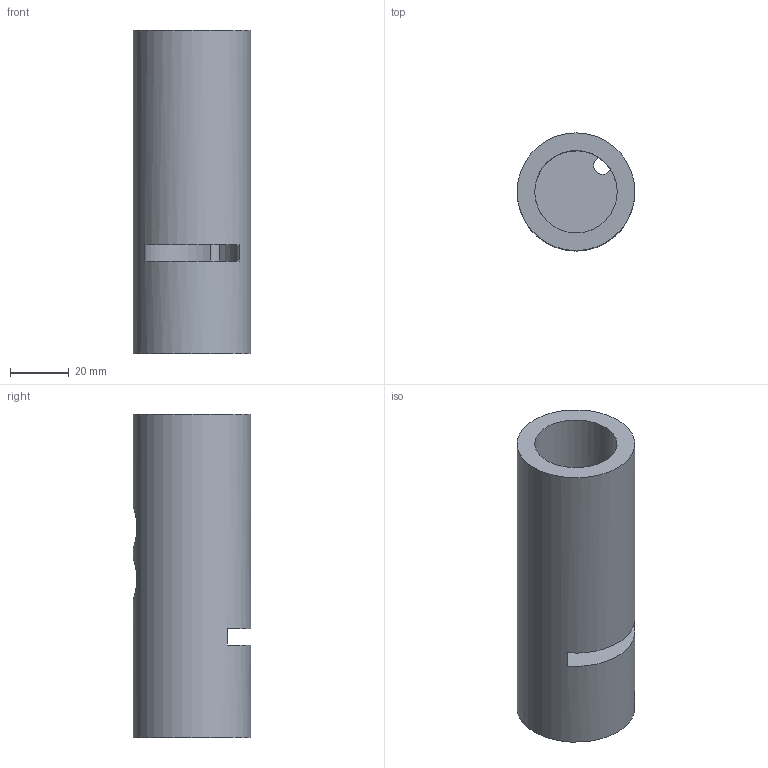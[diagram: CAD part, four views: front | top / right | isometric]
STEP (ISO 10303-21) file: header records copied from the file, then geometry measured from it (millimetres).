
FILE_DESCRIPTION(/* description */ (''),/* implementation_level */ '2;1');
FILE_NAME(/* name */ 'Housing.stp',/* time_stamp */ '2019-08-15T14:03:04+02:00',/* author */ ('aal_9'),/* organization */ (''),/* preprocessor_version */ 'ST-DEVELOPER v16.13',/* originating_system */ 'Autodesk Inventor 2018',/* authorisation */ '');
FILE_SCHEMA (('AUTOMOTIVE_DESIGN { 1 0 10303 214 3 1 1 }'));
Length unit declared in the file: millimetre
Products named in the file (1): Housing
Bounding box: 40 x 40 x 110 mm (x, y, z)
Volume: 84137.4 mm3; surface area: 26036.9 mm2
Topology: 1 solids, 1 shells, 38 faces, 89 edges, 60 vertices
Faces by surface type: cylinder 19, plane 19
Full cylindrical faces by diameter (mm): 2.5 x1, 6 x1, 7 x2, 10 x1, 11.7 x1, 11.906 x2, 14 x2, 22.25 x1, 28 x1, 40 x1
Entity records: 1185 total; most frequent: CARTESIAN_POINT 323, DIRECTION 176, ORIENTED_EDGE 140, AXIS2_PLACEMENT_3D 79, EDGE_CURVE 70, EDGE_LOOP 68, VERTEX_POINT 54, CIRCLE 40
